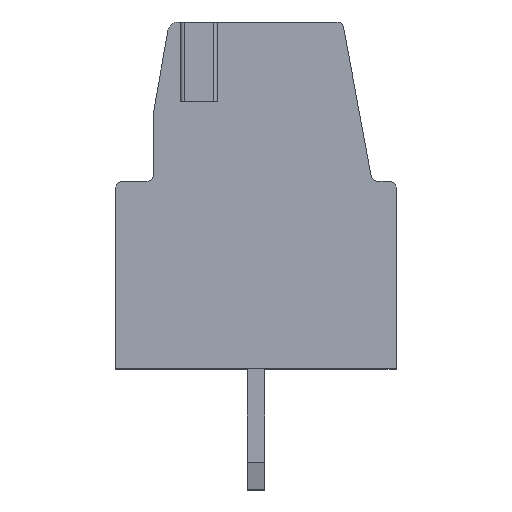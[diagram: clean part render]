
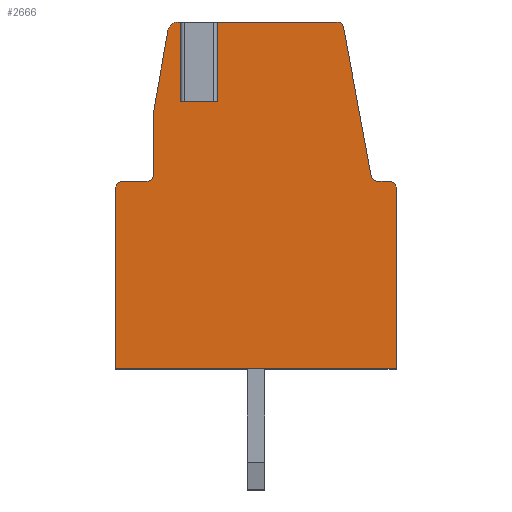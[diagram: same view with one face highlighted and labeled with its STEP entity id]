
A CAD part, top view. The second image highlights one B-rep face of the part: STEP entity #2666.
In plain terms, the highlighted planar face has unit normal (0, 0, 1).
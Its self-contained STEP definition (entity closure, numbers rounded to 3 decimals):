
#108=PLANE('',#2816);
#128=CIRCLE('',#2724,0.3);
#130=CIRCLE('',#2729,0.2);
#137=CIRCLE('',#2753,0.2);
#138=CIRCLE('',#2756,0.2);
#141=CIRCLE('',#2764,0.2);
#142=CIRCLE('',#2767,0.2);
#654=ORIENTED_EDGE('',*,*,#852,.T.);
#655=ORIENTED_EDGE('',*,*,#851,.T.);
#656=ORIENTED_EDGE('',*,*,#761,.T.);
#657=ORIENTED_EDGE('',*,*,#687,.T.);
#658=ORIENTED_EDGE('',*,*,#691,.F.);
#659=ORIENTED_EDGE('',*,*,#692,.T.);
#660=ORIENTED_EDGE('',*,*,#760,.T.);
#661=ORIENTED_EDGE('',*,*,#782,.F.);
#662=ORIENTED_EDGE('',*,*,#788,.T.);
#663=ORIENTED_EDGE('',*,*,#845,.T.);
#664=ORIENTED_EDGE('',*,*,#842,.F.);
#665=ORIENTED_EDGE('',*,*,#839,.T.);
#666=ORIENTED_EDGE('',*,*,#838,.T.);
#667=ORIENTED_EDGE('',*,*,#835,.T.);
#668=ORIENTED_EDGE('',*,*,#879,.T.);
#669=ORIENTED_EDGE('',*,*,#742,.T.);
#670=ORIENTED_EDGE('',*,*,#790,.F.);
#671=ORIENTED_EDGE('',*,*,#794,.T.);
#672=ORIENTED_EDGE('',*,*,#855,.F.);
#687=EDGE_CURVE('',#949,#950,#1122,.T.);
#691=EDGE_CURVE('',#951,#950,#1126,.T.);
#692=EDGE_CURVE('',#951,#952,#1127,.T.);
#742=EDGE_CURVE('',#993,#991,#1173,.T.);
#760=EDGE_CURVE('',#952,#1005,#1185,.T.);
#761=EDGE_CURVE('',#1007,#949,#1186,.T.);
#782=EDGE_CURVE('',#1021,#1005,#128,.T.);
#788=EDGE_CURVE('',#1021,#1024,#1207,.T.);
#790=EDGE_CURVE('',#1025,#991,#130,.T.);
#794=EDGE_CURVE('',#1025,#1028,#1211,.T.);
#835=EDGE_CURVE('',#1055,#1057,#1248,.T.);
#838=EDGE_CURVE('',#1059,#1055,#137,.T.);
#839=EDGE_CURVE('',#1060,#1059,#1250,.T.);
#842=EDGE_CURVE('',#1060,#1062,#138,.T.);
#845=EDGE_CURVE('',#1024,#1062,#1254,.T.);
#851=EDGE_CURVE('',#1065,#1007,#141,.T.);
#852=EDGE_CURVE('',#1066,#1065,#1259,.T.);
#855=EDGE_CURVE('',#1066,#1028,#142,.T.);
#879=EDGE_CURVE('',#1057,#993,#1284,.T.);
#949=VERTEX_POINT('',#3358);
#950=VERTEX_POINT('',#3359);
#951=VERTEX_POINT('',#3364);
#952=VERTEX_POINT('',#3368);
#991=VERTEX_POINT('',#3468);
#993=VERTEX_POINT('',#3471);
#1005=VERTEX_POINT('',#3507);
#1007=VERTEX_POINT('',#3511);
#1021=VERTEX_POINT('',#3551);
#1024=VERTEX_POINT('',#3562);
#1025=VERTEX_POINT('',#3566);
#1028=VERTEX_POINT('',#3574);
#1055=VERTEX_POINT('',#3655);
#1057=VERTEX_POINT('',#3659);
#1059=VERTEX_POINT('',#3664);
#1060=VERTEX_POINT('',#3669);
#1062=VERTEX_POINT('',#3675);
#1065=VERTEX_POINT('',#3690);
#1066=VERTEX_POINT('',#3695);
#1122=LINE('',#3357,#1347);
#1126=LINE('',#3365,#1351);
#1127=LINE('',#3367,#1352);
#1173=LINE('',#3470,#1398);
#1185=LINE('',#3509,#1410);
#1186=LINE('',#3510,#1411);
#1207=LINE('',#3563,#1432);
#1211=LINE('',#3575,#1436);
#1248=LINE('',#3660,#1473);
#1250=LINE('',#3668,#1475);
#1254=LINE('',#3680,#1479);
#1259=LINE('',#3694,#1484);
#1284=LINE('',#3748,#1509);
#1347=VECTOR('',#2843,1000.);
#1351=VECTOR('',#2849,1000.);
#1352=VECTOR('',#2852,1000.);
#1398=VECTOR('',#2930,1000.);
#1410=VECTOR('',#2968,1000.);
#1411=VECTOR('',#2969,1000.);
#1432=VECTOR('',#3018,1000.);
#1436=VECTOR('',#3030,1000.);
#1473=VECTOR('',#3105,1000.);
#1475=VECTOR('',#3115,1000.);
#1479=VECTOR('',#3127,1000.);
#1484=VECTOR('',#3146,1000.);
#1509=VECTOR('',#3193,1000.);
#1689=EDGE_LOOP('',(#654,#655,#656,#657,#658,#659,#660,#661,#662,#663,#664,
#665,#666,#667,#668,#669,#670,#671,#672));
#1814=FACE_BOUND('',#1689,.T.);
#2666=ADVANCED_FACE('',(#1814),#108,.F.);
#2724=AXIS2_PLACEMENT_3D('',#3553,#3006,#3007);
#2729=AXIS2_PLACEMENT_3D('',#3568,#3022,#3023);
#2753=AXIS2_PLACEMENT_3D('',#3666,#3111,#3112);
#2756=AXIS2_PLACEMENT_3D('',#3674,#3120,#3121);
#2764=AXIS2_PLACEMENT_3D('',#3692,#3142,#3143);
#2767=AXIS2_PLACEMENT_3D('',#3700,#3151,#3152);
#2816=AXIS2_PLACEMENT_3D('',#3876,#3328,#3329);
#2843=DIRECTION('',(0.,-1.,0.));
#2849=DIRECTION('',(1.,0.,0.));
#2852=DIRECTION('',(0.,1.,0.));
#2930=DIRECTION('',(0.,1.,0.));
#2968=DIRECTION('',(-1.,0.,0.));
#2969=DIRECTION('',(-1.,0.,0.));
#3006=DIRECTION('',(0.,0.,-1.));
#3007=DIRECTION('',(-1.,0.,0.));
#3018=DIRECTION('',(-0.174,-0.985,0.));
#3022=DIRECTION('',(0.,0.,-1.));
#3023=DIRECTION('',(-1.,0.,0.));
#3030=DIRECTION('',(-1.,0.,0.));
#3105=DIRECTION('',(0.,-1.,0.));
#3111=DIRECTION('',(0.,0.,1.));
#3112=DIRECTION('',(1.,0.,0.));
#3115=DIRECTION('',(-1.,0.,0.));
#3120=DIRECTION('',(0.,0.,1.));
#3121=DIRECTION('',(1.,0.,0.));
#3127=DIRECTION('',(0.,-1.,0.));
#3142=DIRECTION('',(0.,0.,1.));
#3143=DIRECTION('',(1.,0.,0.));
#3146=DIRECTION('',(-0.182,0.983,0.));
#3151=DIRECTION('',(0.,0.,1.));
#3152=DIRECTION('',(1.,0.,0.));
#3193=DIRECTION('',(1.,0.,0.));
#3328=DIRECTION('',(0.,0.,-1.));
#3329=DIRECTION('',(1.,0.,0.));
#3357=CARTESIAN_POINT('',(-5.446,-18.438,0.));
#3358=CARTESIAN_POINT('',(-5.446,10.,0.));
#3359=CARTESIAN_POINT('',(-5.446,7.7,0.));
#3364=CARTESIAN_POINT('',(-5.954,7.7,0.));
#3365=CARTESIAN_POINT('',(-16.414,7.7,0.));
#3367=CARTESIAN_POINT('',(-5.954,-18.438,0.));
#3368=CARTESIAN_POINT('',(-5.954,10.,0.));
#3468=CARTESIAN_POINT('',(0.,5.2,0.));
#3470=CARTESIAN_POINT('',(0.,-18.438,0.));
#3471=CARTESIAN_POINT('',(0.,0.,0.));
#3507=CARTESIAN_POINT('',(-6.298,10.,0.));
#3509=CARTESIAN_POINT('',(-16.414,10.,0.));
#3510=CARTESIAN_POINT('',(-16.414,10.,0.));
#3511=CARTESIAN_POINT('',(-1.716,10.,0.));
#3551=CARTESIAN_POINT('',(-6.594,9.752,0.));
#3553=CARTESIAN_POINT('',(-6.298,9.7,0.));
#3562=CARTESIAN_POINT('',(-7.,7.448,0.));
#3563=CARTESIAN_POINT('',(-11.564,-18.438,0.));
#3566=CARTESIAN_POINT('',(-0.2,5.4,0.));
#3568=CARTESIAN_POINT('',(-0.2,5.2,0.));
#3574=CARTESIAN_POINT('',(-0.531,5.4,0.));
#3575=CARTESIAN_POINT('',(-16.414,5.4,0.));
#3655=CARTESIAN_POINT('',(-8.1,5.2,0.));
#3659=CARTESIAN_POINT('',(-8.1,0.,0.));
#3660=CARTESIAN_POINT('',(-8.1,-18.438,0.));
#3664=CARTESIAN_POINT('',(-7.9,5.4,0.));
#3666=CARTESIAN_POINT('',(-7.9,5.2,0.));
#3668=CARTESIAN_POINT('',(-16.414,5.4,0.));
#3669=CARTESIAN_POINT('',(-7.2,5.4,0.));
#3674=CARTESIAN_POINT('',(-7.2,5.6,0.));
#3675=CARTESIAN_POINT('',(-7.,5.6,0.));
#3680=CARTESIAN_POINT('',(-7.,-18.438,0.));
#3690=CARTESIAN_POINT('',(-1.52,9.836,0.));
#3692=CARTESIAN_POINT('',(-1.716,9.8,0.));
#3694=CARTESIAN_POINT('',(3.721,-18.438,0.));
#3695=CARTESIAN_POINT('',(-0.728,5.564,0.));
#3700=CARTESIAN_POINT('',(-0.531,5.6,0.));
#3748=CARTESIAN_POINT('',(-16.414,0.,0.));
#3876=CARTESIAN_POINT('',(-8.9,-4.85,0.));
